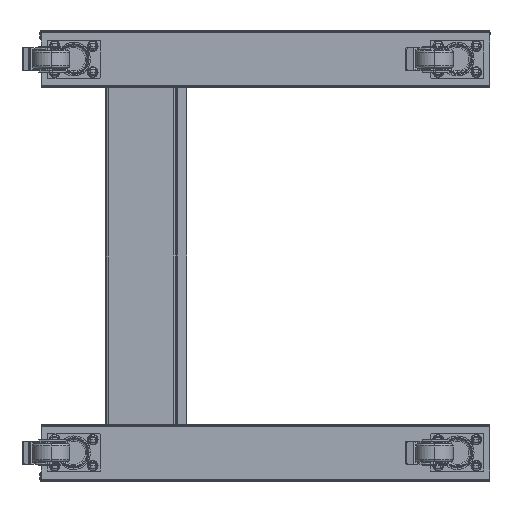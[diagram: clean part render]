
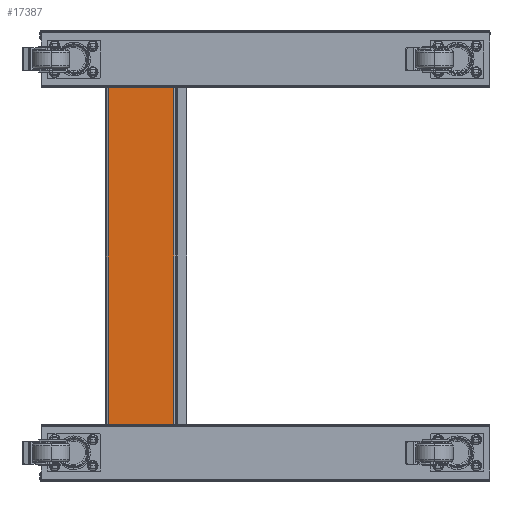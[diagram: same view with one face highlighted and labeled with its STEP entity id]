
A CAD part, front view. The second image highlights one B-rep face of the part: STEP entity #17387.
In plain terms, the highlighted planar face has unit normal (0, -1, 0).
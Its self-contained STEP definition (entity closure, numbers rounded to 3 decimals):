
#389 = CARTESIAN_POINT ( 'NONE',  ( 235., -1.4, 8.3 ) ) ;
#460 = CARTESIAN_POINT ( 'NONE',  ( -259., -1.4, 2.5 ) ) ;
#1505 = AXIS2_PLACEMENT_3D ( 'NONE', #52209, #29893, #47188 ) ;
#2312 = DIRECTION ( 'NONE',  ( 0., 0., 1. ) ) ;
#2690 = DIRECTION ( 'NONE',  ( 0., 1., 0. ) ) ;
#3471 = EDGE_CURVE ( 'NONE', #17490, #49296, #6563, .T. ) ;
#3554 = ORIENTED_EDGE ( 'NONE', *, *, #32923, .F. ) ;
#3784 = DIRECTION ( 'NONE',  ( 0., 1., 0. ) ) ;
#4176 = DIRECTION ( 'NONE',  ( 0., 0., 1. ) ) ;
#5438 = CARTESIAN_POINT ( 'NONE',  ( -300., -1.4, -45. ) ) ;
#5913 = CARTESIAN_POINT ( 'NONE',  ( 235., -1.4, -4.3 ) ) ;
#6502 = DIRECTION ( 'NONE',  ( 0., 1., 0. ) ) ;
#6563 = CIRCLE ( 'NONE', #50457, 0.5 ) ;
#7058 = CIRCLE ( 'NONE', #7834, 6.3 ) ;
#7125 = DIRECTION ( 'NONE',  ( 0., 0., 1. ) ) ;
#7338 = AXIS2_PLACEMENT_3D ( 'NONE', #35924, #14200, #40549 ) ;
#7834 = AXIS2_PLACEMENT_3D ( 'NONE', #55284, #50665, #24133 ) ;
#8001 = CARTESIAN_POINT ( 'NONE',  ( 0., -1.4, 0. ) ) ;
#8348 = ORIENTED_EDGE ( 'NONE', *, *, #52065, .T. ) ;
#8623 = VERTEX_POINT ( 'NONE', #8733 ) ;
#8733 = CARTESIAN_POINT ( 'NONE',  ( 300., -1.4, -42.1 ) ) ;
#8948 = ORIENTED_EDGE ( 'NONE', *, *, #29984, .T. ) ;
#9748 = VERTEX_POINT ( 'NONE', #21958 ) ;
#10587 = DIRECTION ( 'NONE',  ( -1., 0., 0. ) ) ;
#10935 = ORIENTED_EDGE ( 'NONE', *, *, #38917, .T. ) ;
#11125 = VECTOR ( 'NONE', #10587, 1000. ) ;
#11285 = LINE ( 'NONE', #52407, #51869 ) ;
#11396 = CIRCLE ( 'NONE', #47826, 0.5 ) ;
#11470 = FACE_BOUND ( 'NONE', #17571, .T. ) ;
#12439 = EDGE_CURVE ( 'NONE', #43730, #16626, #11396, .T. ) ;
#12979 = VERTEX_POINT ( 'NONE', #5913 ) ;
#14200 = DIRECTION ( 'NONE',  ( 0., 1., 0. ) ) ;
#14457 = CARTESIAN_POINT ( 'NONE',  ( 300., -1.4, 46.1 ) ) ;
#14598 = LINE ( 'NONE', #5438, #46251 ) ;
#14857 = CARTESIAN_POINT ( 'NONE',  ( 259., -1.4, 1.5 ) ) ;
#14876 = CIRCLE ( 'NONE', #1505, 0.5 ) ;
#14996 = CARTESIAN_POINT ( 'NONE',  ( -300., -1.4, 46.1 ) ) ;
#15505 = EDGE_LOOP ( 'NONE', ( #28925, #10935 ) ) ;
#15622 = VERTEX_POINT ( 'NONE', #17292 ) ;
#15979 = DIRECTION ( 'NONE',  ( 0., 1., 0. ) ) ;
#16382 = DIRECTION ( 'NONE',  ( 0., 0., 1. ) ) ;
#16626 = VERTEX_POINT ( 'NONE', #14857 ) ;
#17292 = CARTESIAN_POINT ( 'NONE',  ( -235., -1.4, -4.3 ) ) ;
#17387 = ADVANCED_FACE ( 'NONE', ( #35601, #11470, #21161, #18418, #45191 ), #56947, .F. ) ;
#17490 = VERTEX_POINT ( 'NONE', #460 ) ;
#17571 = EDGE_LOOP ( 'NONE', ( #28231, #8948 ) ) ;
#18418 = FACE_BOUND ( 'NONE', #15505, .T. ) ;
#18701 = EDGE_LOOP ( 'NONE', ( #8348, #34959, #30762, #3554 ) ) ;
#21161 = FACE_BOUND ( 'NONE', #39098, .T. ) ;
#21242 = EDGE_CURVE ( 'NONE', #37568, #8623, #11285, .T. ) ;
#21484 = EDGE_CURVE ( 'NONE', #52889, #12979, #7058, .T. ) ;
#21958 = CARTESIAN_POINT ( 'NONE',  ( -235., -1.4, 8.3 ) ) ;
#22076 = EDGE_CURVE ( 'NONE', #37568, #51997, #53150, .T. ) ;
#24133 = DIRECTION ( 'NONE',  ( 0., 0., 1. ) ) ;
#24308 = CARTESIAN_POINT ( 'NONE',  ( 259., -1.4, 2. ) ) ;
#25010 = ORIENTED_EDGE ( 'NONE', *, *, #28236, .T. ) ;
#26121 = VECTOR ( 'NONE', #33055, 1000. ) ;
#26836 = LINE ( 'NONE', #50561, #26121 ) ;
#28231 = ORIENTED_EDGE ( 'NONE', *, *, #12439, .T. ) ;
#28236 = EDGE_CURVE ( 'NONE', #9748, #15622, #44012, .T. ) ;
#28859 = CARTESIAN_POINT ( 'NONE',  ( 259., -1.4, 2.5 ) ) ;
#28925 = ORIENTED_EDGE ( 'NONE', *, *, #21484, .T. ) ;
#29110 = EDGE_CURVE ( 'NONE', #15622, #9748, #44630, .T. ) ;
#29474 = CARTESIAN_POINT ( 'NONE',  ( -235., -1.4, 2. ) ) ;
#29893 = DIRECTION ( 'NONE',  ( 0., 1., 0. ) ) ;
#29984 = EDGE_CURVE ( 'NONE', #16626, #43730, #47276, .T. ) ;
#30736 = EDGE_CURVE ( 'NONE', #49296, #17490, #14876, .T. ) ;
#30762 = ORIENTED_EDGE ( 'NONE', *, *, #22076, .T. ) ;
#32503 = CARTESIAN_POINT ( 'NONE',  ( -259., -1.4, 2. ) ) ;
#32923 = EDGE_CURVE ( 'NONE', #37923, #51997, #14598, .T. ) ;
#33055 = DIRECTION ( 'NONE',  ( 1., 0., 0. ) ) ;
#34669 = AXIS2_PLACEMENT_3D ( 'NONE', #29474, #2690, #7125 ) ;
#34959 = ORIENTED_EDGE ( 'NONE', *, *, #21242, .F. ) ;
#35601 = FACE_BOUND ( 'NONE', #53995, .T. ) ;
#35924 = CARTESIAN_POINT ( 'NONE',  ( -235., -1.4, 2. ) ) ;
#36881 = AXIS2_PLACEMENT_3D ( 'NONE', #46368, #42126, #16382 ) ;
#37568 = VERTEX_POINT ( 'NONE', #53874 ) ;
#37923 = VERTEX_POINT ( 'NONE', #53445 ) ;
#38006 = CARTESIAN_POINT ( 'NONE',  ( -259., -1.4, 1.5 ) ) ;
#38008 = ORIENTED_EDGE ( 'NONE', *, *, #30736, .T. ) ;
#38310 = CIRCLE ( 'NONE', #36881, 6.3 ) ;
#38917 = EDGE_CURVE ( 'NONE', #12979, #52889, #38310, .T. ) ;
#38963 = ORIENTED_EDGE ( 'NONE', *, *, #3471, .T. ) ;
#39098 = EDGE_LOOP ( 'NONE', ( #25010, #49526 ) ) ;
#39154 = DIRECTION ( 'NONE',  ( 0., 0., -1. ) ) ;
#40549 = DIRECTION ( 'NONE',  ( 0., 0., 1. ) ) ;
#42126 = DIRECTION ( 'NONE',  ( 0., 1., 0. ) ) ;
#42295 = CARTESIAN_POINT ( 'NONE',  ( 259., -1.4, 2. ) ) ;
#43730 = VERTEX_POINT ( 'NONE', #28859 ) ;
#44012 = CIRCLE ( 'NONE', #34669, 6.3 ) ;
#44630 = CIRCLE ( 'NONE', #7338, 6.3 ) ;
#44864 = DIRECTION ( 'NONE',  ( 0., 0., 1. ) ) ;
#45191 = FACE_OUTER_BOUND ( 'NONE', #18701, .T. ) ;
#46251 = VECTOR ( 'NONE', #44864, 1000. ) ;
#46368 = CARTESIAN_POINT ( 'NONE',  ( 235., -1.4, 2. ) ) ;
#46728 = DIRECTION ( 'NONE',  ( 0., 0., 1. ) ) ;
#47188 = DIRECTION ( 'NONE',  ( 0., 0., 1. ) ) ;
#47276 = CIRCLE ( 'NONE', #54263, 0.5 ) ;
#47826 = AXIS2_PLACEMENT_3D ( 'NONE', #42295, #15979, #46728 ) ;
#49296 = VERTEX_POINT ( 'NONE', #38006 ) ;
#49526 = ORIENTED_EDGE ( 'NONE', *, *, #29110, .T. ) ;
#50457 = AXIS2_PLACEMENT_3D ( 'NONE', #32503, #6502, #54638 ) ;
#50561 = CARTESIAN_POINT ( 'NONE',  ( -300., -1.4, -42.1 ) ) ;
#50665 = DIRECTION ( 'NONE',  ( 0., 1., 0. ) ) ;
#51869 = VECTOR ( 'NONE', #39154, 1000. ) ;
#51997 = VERTEX_POINT ( 'NONE', #14996 ) ;
#52065 = EDGE_CURVE ( 'NONE', #37923, #8623, #26836, .T. ) ;
#52209 = CARTESIAN_POINT ( 'NONE',  ( -259., -1.4, 2. ) ) ;
#52407 = CARTESIAN_POINT ( 'NONE',  ( 300., -1.4, -45. ) ) ;
#52889 = VERTEX_POINT ( 'NONE', #389 ) ;
#53150 = LINE ( 'NONE', #14457, #11125 ) ;
#53445 = CARTESIAN_POINT ( 'NONE',  ( -300., -1.4, -42.1 ) ) ;
#53874 = CARTESIAN_POINT ( 'NONE',  ( 300., -1.4, 46.1 ) ) ;
#53995 = EDGE_LOOP ( 'NONE', ( #38963, #38008 ) ) ;
#54263 = AXIS2_PLACEMENT_3D ( 'NONE', #24308, #55097, #2312 ) ;
#54638 = DIRECTION ( 'NONE',  ( 0., 0., 1. ) ) ;
#55097 = DIRECTION ( 'NONE',  ( 0., 1., 0. ) ) ;
#55284 = CARTESIAN_POINT ( 'NONE',  ( 235., -1.4, 2. ) ) ;
#56567 = AXIS2_PLACEMENT_3D ( 'NONE', #8001, #3784, #4176 ) ;
#56947 = PLANE ( 'NONE',  #56567 ) ;
